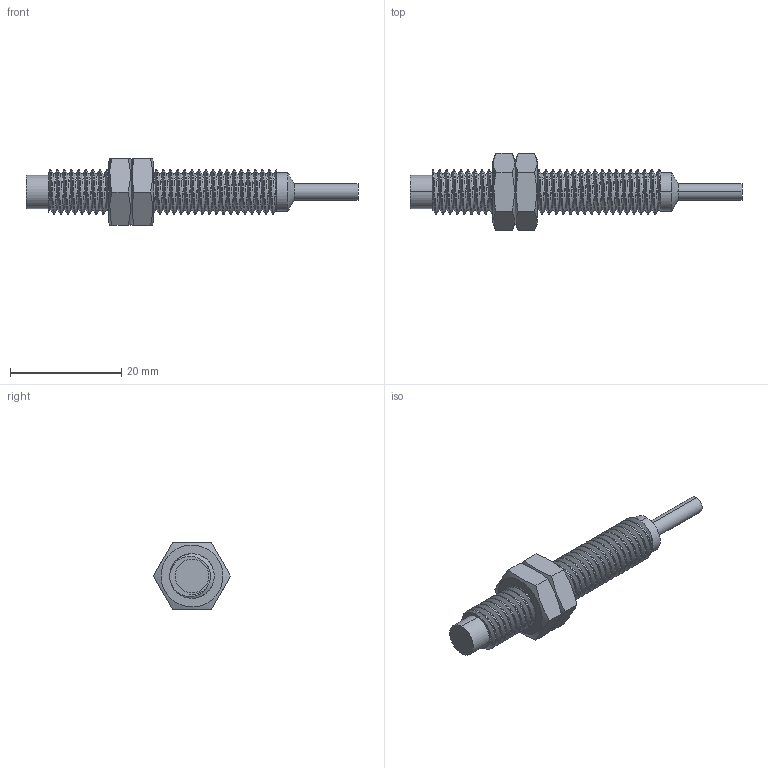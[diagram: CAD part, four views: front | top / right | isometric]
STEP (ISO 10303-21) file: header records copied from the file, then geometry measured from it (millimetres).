
FILE_DESCRIPTION (( 'STEP AP214' ), '1' );
FILE_NAME ('PXINDTLN08-04NO_3D.STEP', '2022-11-11T23:16:40', ( '' ), ( '' ), 'SwSTEP 2.0', 'SolidWorks 2022', '' );
FILE_SCHEMA (( 'AUTOMOTIVE_DESIGN' ));
Length unit declared in the file: inch
Products named in the file (1): PXINDTLN08-04NO_3D
Bounding box: 59.62 x 13.86 x 12 mm (x, y, z)
Volume: 2565 mm3; surface area: 2536.2 mm2
Topology: 2 solids, 2 shells, 102 faces, 279 edges, 186 vertices
Faces by surface type: cylinder 74, plane 19, bspline 7, cone 2
Entity records: 10089 total; most frequent: CARTESIAN_POINT 6656, ORIENTED_EDGE 558, DIRECTION 315, EDGE_CURVE 279, VERTEX_POINT 186, AXIS2_PLACEMENT_3D 114, EDGE_LOOP 109, FACE_OUTER_BOUND 102
